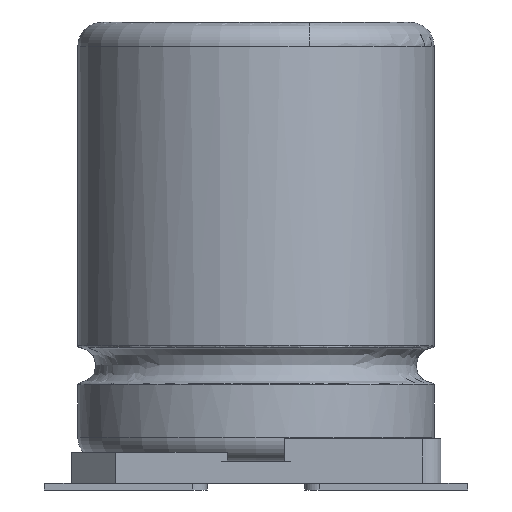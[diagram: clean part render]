
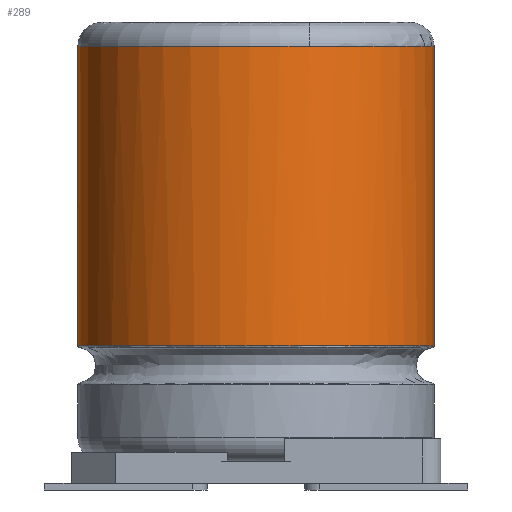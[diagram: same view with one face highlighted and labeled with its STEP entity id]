
A CAD part, front view. The second image highlights one B-rep face of the part: STEP entity #289.
In plain terms, the highlighted cylindrical face has radius 4 mm (diameter 8 mm), a partial arc.
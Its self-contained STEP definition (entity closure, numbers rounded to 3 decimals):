
#39 = AXIS2_PLACEMENT_3D ( 'NONE', #1285, #204, #138 ) ;
#138 = DIRECTION ( 'NONE',  ( -1., 0., 0. ) ) ;
#174 = VERTEX_POINT ( 'NONE', #5776 ) ;
#204 = DIRECTION ( 'NONE',  ( 0., 0., -1. ) ) ;
#289 = ADVANCED_FACE ( 'NONE', ( #1145 ), #6735, .T. ) ;
#321 = CARTESIAN_POINT ( 'NONE',  ( 2.504, -3.577, 3.238 ) ) ;
#442 = ORIENTED_EDGE ( 'NONE', *, *, #677, .T. ) ;
#562 = AXIS2_PLACEMENT_3D ( 'NONE', #5450, #1001, #923 ) ;
#651 = DIRECTION ( 'NONE',  ( 0., 0., 1. ) ) ;
#677 = EDGE_CURVE ( 'NONE', #4107, #174, #2411, .T. ) ;
#690 = LINE ( 'NONE', #5215, #862 ) ;
#757 = CARTESIAN_POINT ( 'NONE',  ( 1.2, -3.816, 9.967 ) ) ;
#862 = VECTOR ( 'NONE', #3477, 1000. ) ;
#923 = DIRECTION ( 'NONE',  ( -1., 0., 0. ) ) ;
#1001 = DIRECTION ( 'NONE',  ( 0., 0., -1. ) ) ;
#1145 = FACE_OUTER_BOUND ( 'NONE', #4835, .T. ) ;
#1285 = CARTESIAN_POINT ( 'NONE',  ( 0., 0., 9.967 ) ) ;
#1512 = CARTESIAN_POINT ( 'NONE',  ( 1.583, -4.119, 3.238 ) ) ;
#1584 = CARTESIAN_POINT ( 'NONE',  ( -0.543, -4.404, 3.238 ) ) ;
#1655 = CARTESIAN_POINT ( 'NONE',  ( 0., 0., 3.2 ) ) ;
#1933 = CARTESIAN_POINT ( 'NONE',  ( 4., 0., 3.2 ) ) ;
#1982 = CIRCLE ( 'NONE', #562, 4. ) ;
#2081 = CARTESIAN_POINT ( 'NONE',  ( -4., 0., 9.967 ) ) ;
#2101 = CARTESIAN_POINT ( 'NONE',  ( -3.754, -1.916, 3.238 ) ) ;
#2170 = CARTESIAN_POINT ( 'NONE',  ( -4., 0., 3.238 ) ) ;
#2263 = AXIS2_PLACEMENT_3D ( 'NONE', #1655, #4969, #5560 ) ;
#2343 = ORIENTED_EDGE ( 'NONE', *, *, #4558, .F. ) ;
#2411 = LINE ( 'NONE', #1933, #5226 ) ;
#2567 = CARTESIAN_POINT ( 'NONE',  ( -3.254, -2.816, 3.238 ) ) ;
#3226 = CARTESIAN_POINT ( 'NONE',  ( 4., 0., 3.238 ) ) ;
#3357 = EDGE_CURVE ( 'NONE', #4107, #4318, #6623, .T. ) ;
#3420 = EDGE_CURVE ( 'NONE', #174, #4629, #1982, .T. ) ;
#3477 = DIRECTION ( 'NONE',  ( 0., 0., 1. ) ) ;
#3702 = CARTESIAN_POINT ( 'NONE',  ( 3.747, -1.933, 3.238 ) ) ;
#3734 = ORIENTED_EDGE ( 'NONE', *, *, #3357, .F. ) ;
#3864 = CARTESIAN_POINT ( 'NONE',  ( 4., 0., 3.238 ) ) ;
#3884 = CARTESIAN_POINT ( 'NONE',  ( -4., 0., 3.238 ) ) ;
#4107 = VERTEX_POINT ( 'NONE', #3864 ) ;
#4287 = CARTESIAN_POINT ( 'NONE',  ( 4., -0.967, 3.238 ) ) ;
#4318 = VERTEX_POINT ( 'NONE', #3884 ) ;
#4325 = CARTESIAN_POINT ( 'NONE',  ( -1.589, -4.12, 3.238 ) ) ;
#4558 = EDGE_CURVE ( 'NONE', #4318, #6068, #690, .T. ) ;
#4594 = EDGE_CURVE ( 'NONE', #4629, #6068, #4598, .T. ) ;
#4598 = CIRCLE ( 'NONE', #39, 4. ) ;
#4629 = VERTEX_POINT ( 'NONE', #757 ) ;
#4792 = CARTESIAN_POINT ( 'NONE',  ( 3.241, -2.828, 3.238 ) ) ;
#4835 = EDGE_LOOP ( 'NONE', ( #3734, #442, #5871, #6894, #2343 ) ) ;
#4933 = CARTESIAN_POINT ( 'NONE',  ( -4., -0.953, 3.238 ) ) ;
#4969 = DIRECTION ( 'NONE',  ( 0., 0., 1. ) ) ;
#5215 = CARTESIAN_POINT ( 'NONE',  ( -4., 0., 3.2 ) ) ;
#5226 = VECTOR ( 'NONE', #651, 1000. ) ;
#5450 = CARTESIAN_POINT ( 'NONE',  ( 0., 0., 9.967 ) ) ;
#5560 = DIRECTION ( 'NONE',  ( -1., 0., 0. ) ) ;
#5776 = CARTESIAN_POINT ( 'NONE',  ( 4., 0., 9.967 ) ) ;
#5871 = ORIENTED_EDGE ( 'NONE', *, *, #3420, .T. ) ;
#6068 = VERTEX_POINT ( 'NONE', #2081 ) ;
#6486 = CARTESIAN_POINT ( 'NONE',  ( 0.541, -4.403, 3.238 ) ) ;
#6522 = CARTESIAN_POINT ( 'NONE',  ( -2.515, -3.575, 3.238 ) ) ;
#6623 = B_SPLINE_CURVE_WITH_KNOTS ( 'NONE', 13,
 ( #3226, #4287, #3702, #4792, #321, #1512, #6486, #1584, #4325, #6522, #2567, #2101, #4933, #2170 ),
 .UNSPECIFIED., .F., .F.,
 ( 14, 14 ),
 ( 0.5, 1. ),
 .UNSPECIFIED. ) ;
#6735 = CYLINDRICAL_SURFACE ( 'NONE', #2263, 4. ) ;
#6894 = ORIENTED_EDGE ( 'NONE', *, *, #4594, .T. ) ;
